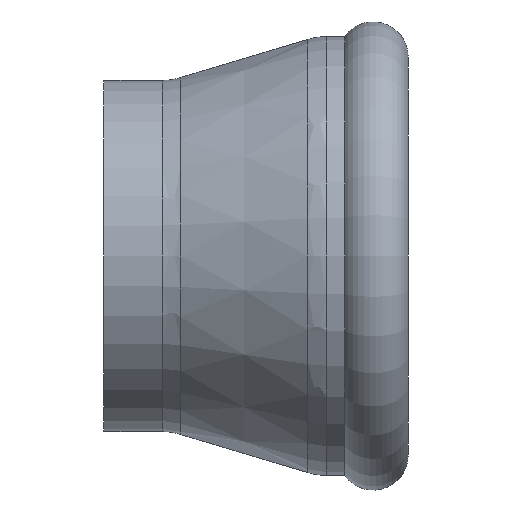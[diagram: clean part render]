
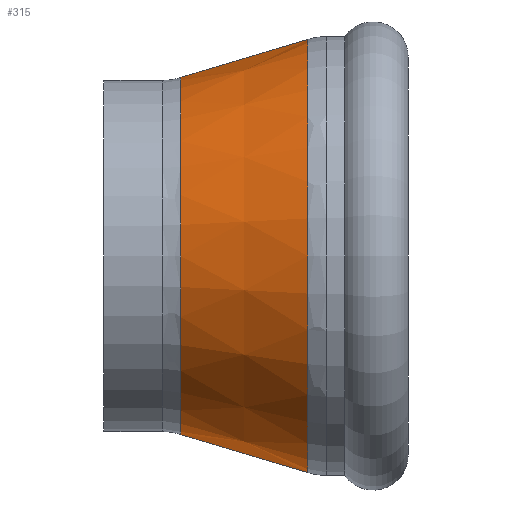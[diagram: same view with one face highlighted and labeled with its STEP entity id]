
A CAD part, left-side view. The second image highlights one B-rep face of the part: STEP entity #315.
In plain terms, the highlighted conical face has half-angle 16.635 degrees and reference radius 36.999 mm.
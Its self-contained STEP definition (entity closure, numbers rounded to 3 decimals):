
#57 = CARTESIAN_POINT ( 'NONE',  ( -20., 32.875, 30.501 ) ) ;
#142 = DIRECTION ( 'NONE',  ( 1., 0., 0. ) ) ;
#143 = DIRECTION ( 'NONE',  ( 0., -1., 0. ) ) ;
#172 = VERTEX_POINT ( 'NONE', #1186 ) ;
#235 = CIRCLE ( 'NONE', #1051, 30.501 ) ;
#236 = CARTESIAN_POINT ( 'NONE',  ( -20., 32.875, 0. ) ) ;
#244 = DIRECTION ( 'NONE',  ( 0., 0., -1. ) ) ;
#315 = ADVANCED_FACE ( 'NONE', ( #1167 ), #1074, .T. ) ;
#338 = DIRECTION ( 'NONE',  ( 1., 0., 0. ) ) ;
#350 = EDGE_CURVE ( 'NONE', #1237, #172, #888, .T. ) ;
#402 = VERTEX_POINT ( 'NONE', #57 ) ;
#435 = DIRECTION ( 'NONE',  ( 0., 1., 0. ) ) ;
#436 = CARTESIAN_POINT ( 'NONE',  ( -20., 11.125, 0. ) ) ;
#481 = CARTESIAN_POINT ( 'NONE',  ( -20., 32.875, -30.501 ) ) ;
#538 = AXIS2_PLACEMENT_3D ( 'NONE', #554, #435, #142 ) ;
#544 = CARTESIAN_POINT ( 'NONE',  ( -20., 11.125, 36.999 ) ) ;
#554 = CARTESIAN_POINT ( 'NONE',  ( -20., 11.125, 0. ) ) ;
#555 = CARTESIAN_POINT ( 'NONE',  ( -20., 11.125, -36.999 ) ) ;
#619 = VERTEX_POINT ( 'NONE', #620 ) ;
#620 = CARTESIAN_POINT ( 'NONE',  ( -20., 11.125, 36.999 ) ) ;
#631 = VECTOR ( 'NONE', #781, 1000. ) ;
#636 = EDGE_LOOP ( 'NONE', ( #745, #1036, #808, #1065 ) ) ;
#745 = ORIENTED_EDGE ( 'NONE', *, *, #1057, .F. ) ;
#781 = DIRECTION ( 'NONE',  ( 0., -0.958, -0.286 ) ) ;
#808 = ORIENTED_EDGE ( 'NONE', *, *, #350, .T. ) ;
#888 = LINE ( 'NONE', #555, #631 ) ;
#936 = DIRECTION ( 'NONE',  ( 0., -0.958, 0.286 ) ) ;
#959 = EDGE_CURVE ( 'NONE', #402, #1237, #235, .T. ) ;
#985 = VECTOR ( 'NONE', #936, 1000. ) ;
#1012 = EDGE_CURVE ( 'NONE', #172, #619, #1107, .T. ) ;
#1030 = LINE ( 'NONE', #544, #985 ) ;
#1036 = ORIENTED_EDGE ( 'NONE', *, *, #959, .T. ) ;
#1051 = AXIS2_PLACEMENT_3D ( 'NONE', #236, #1104, #338 ) ;
#1057 = EDGE_CURVE ( 'NONE', #402, #619, #1030, .T. ) ;
#1065 = ORIENTED_EDGE ( 'NONE', *, *, #1012, .T. ) ;
#1074 = CONICAL_SURFACE ( 'NONE', #1083, 36.999, 0.29 ) ;
#1083 = AXIS2_PLACEMENT_3D ( 'NONE', #436, #143, #244 ) ;
#1104 = DIRECTION ( 'NONE',  ( 0., -1., 0. ) ) ;
#1107 = CIRCLE ( 'NONE', #538, 36.999 ) ;
#1167 = FACE_OUTER_BOUND ( 'NONE', #636, .T. ) ;
#1186 = CARTESIAN_POINT ( 'NONE',  ( -20., 11.125, -36.999 ) ) ;
#1237 = VERTEX_POINT ( 'NONE', #481 ) ;
